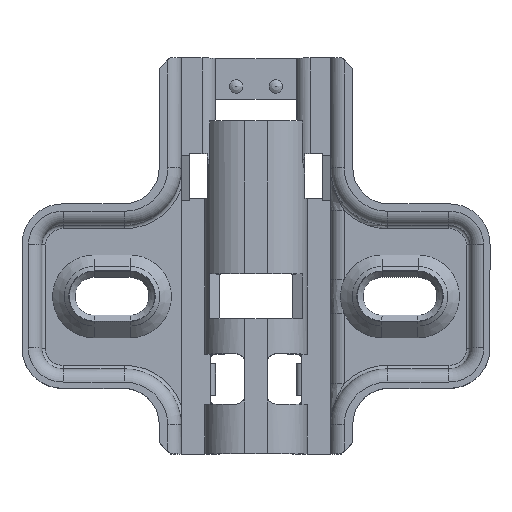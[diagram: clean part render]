
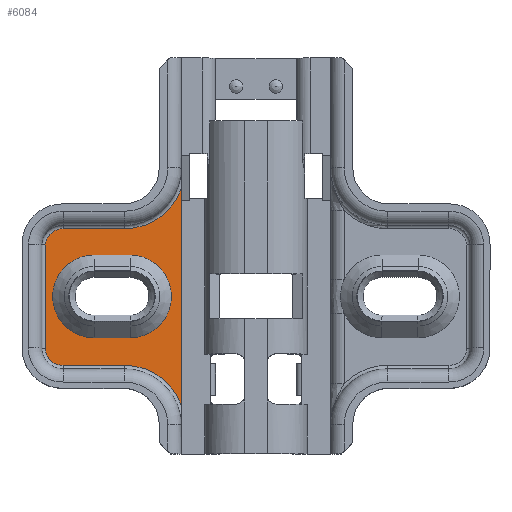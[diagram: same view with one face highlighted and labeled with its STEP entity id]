
A CAD part, front view. The second image highlights one B-rep face of the part: STEP entity #6084.
In plain terms, the highlighted face is planar.
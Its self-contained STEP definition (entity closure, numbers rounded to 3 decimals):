
#53=FACE_BOUND('',#1997,.T.);
#139=PLANE('',#6666);
#724=LINE('',#11360,#1246);
#735=LINE('',#11414,#1257);
#736=LINE('',#11418,#1258);
#737=LINE('',#11422,#1259);
#738=LINE('',#11426,#1260);
#739=LINE('',#11428,#1261);
#1246=VECTOR('',#8069,1000.);
#1257=VECTOR('',#8106,1000.);
#1258=VECTOR('',#8109,1000.);
#1259=VECTOR('',#8112,1000.);
#1260=VECTOR('',#8117,1000.);
#1261=VECTOR('',#8118,1000.);
#1668=FACE_OUTER_BOUND('',#1996,.T.);
#1996=EDGE_LOOP('',(#4940,#4941,#4942,#4943,#4944,#4945,#4946,#4947));
#1997=EDGE_LOOP('',(#4948,#4949,#4950,#4951));
#2149=CIRCLE('',#6272,4.597);
#2342=CIRCLE('',#6667,1.9);
#2343=CIRCLE('',#6668,1.9);
#2344=CIRCLE('',#6669,6.725);
#2345=CIRCLE('',#6670,6.725);
#2346=CIRCLE('',#6671,4.597);
#2416=VERTEX_POINT('',#8749);
#2417=VERTEX_POINT('',#8751);
#2860=VERTEX_POINT('',#11354);
#2861=VERTEX_POINT('',#11359);
#2870=VERTEX_POINT('',#11412);
#2871=VERTEX_POINT('',#11413);
#2872=VERTEX_POINT('',#11415);
#2873=VERTEX_POINT('',#11417);
#2874=VERTEX_POINT('',#11419);
#2875=VERTEX_POINT('',#11421);
#2876=VERTEX_POINT('',#11425);
#2877=VERTEX_POINT('',#11427);
#2967=EDGE_CURVE('',#2417,#2416,#2149,.T.);
#3616=EDGE_CURVE('',#2860,#2861,#724,.T.);
#3634=EDGE_CURVE('',#2870,#2871,#735,.T.);
#3635=EDGE_CURVE('',#2872,#2870,#2342,.T.);
#3636=EDGE_CURVE('',#2873,#2872,#736,.T.);
#3637=EDGE_CURVE('',#2874,#2873,#2343,.T.);
#3638=EDGE_CURVE('',#2875,#2874,#737,.T.);
#3639=EDGE_CURVE('',#2861,#2875,#2344,.T.);
#3640=EDGE_CURVE('',#2871,#2860,#2345,.T.);
#3641=EDGE_CURVE('',#2876,#2417,#738,.T.);
#3642=EDGE_CURVE('',#2877,#2416,#739,.T.);
#3643=EDGE_CURVE('',#2877,#2876,#2346,.T.);
#4940=ORIENTED_EDGE('',*,*,#3634,.F.);
#4941=ORIENTED_EDGE('',*,*,#3635,.F.);
#4942=ORIENTED_EDGE('',*,*,#3636,.F.);
#4943=ORIENTED_EDGE('',*,*,#3637,.F.);
#4944=ORIENTED_EDGE('',*,*,#3638,.F.);
#4945=ORIENTED_EDGE('',*,*,#3639,.F.);
#4946=ORIENTED_EDGE('',*,*,#3616,.F.);
#4947=ORIENTED_EDGE('',*,*,#3640,.F.);
#4948=ORIENTED_EDGE('',*,*,#3641,.T.);
#4949=ORIENTED_EDGE('',*,*,#2967,.T.);
#4950=ORIENTED_EDGE('',*,*,#3642,.F.);
#4951=ORIENTED_EDGE('',*,*,#3643,.T.);
#6084=ADVANCED_FACE('',(#1668,#53),#139,.T.);
#6272=AXIS2_PLACEMENT_3D('',#8752,#6915,#6916);
#6666=AXIS2_PLACEMENT_3D('',#11411,#8104,#8105);
#6667=AXIS2_PLACEMENT_3D('',#11416,#8107,#8108);
#6668=AXIS2_PLACEMENT_3D('',#11420,#8110,#8111);
#6669=AXIS2_PLACEMENT_3D('',#11423,#8113,#8114);
#6670=AXIS2_PLACEMENT_3D('',#11424,#8115,#8116);
#6671=AXIS2_PLACEMENT_3D('',#11429,#8119,#8120);
#6915=DIRECTION('center_axis',(0.,0.,1.));
#6916=DIRECTION('ref_axis',(-1.,0.,0.));
#8069=DIRECTION('',(0.,-1.,0.));
#8104=DIRECTION('center_axis',(0.,0.,-1.));
#8105=DIRECTION('ref_axis',(-1.,0.,0.));
#8106=DIRECTION('',(-1.,0.,0.));
#8107=DIRECTION('center_axis',(0.,0.,1.));
#8108=DIRECTION('ref_axis',(-1.,0.,0.));
#8109=DIRECTION('',(0.,1.,0.));
#8110=DIRECTION('center_axis',(0.,0.,1.));
#8111=DIRECTION('ref_axis',(-1.,0.,0.));
#8112=DIRECTION('',(1.,0.,0.));
#8113=DIRECTION('center_axis',(0.,0.,-1.));
#8114=DIRECTION('ref_axis',(-1.,0.,0.));
#8115=DIRECTION('center_axis',(0.,0.,-1.));
#8116=DIRECTION('ref_axis',(-1.,0.,0.));
#8117=DIRECTION('',(1.,0.,0.));
#8118=DIRECTION('',(1.,0.,0.));
#8119=DIRECTION('center_axis',(0.,0.,1.));
#8120=DIRECTION('ref_axis',(-1.,0.,0.));
#8749=CARTESIAN_POINT('',(18.,-30.895,2.3));
#8751=CARTESIAN_POINT('',(18.,-40.089,2.3));
#8752=CARTESIAN_POINT('Origin',(18.,-35.492,2.3));
#11354=CARTESIAN_POINT('',(8.3,-23.527,2.3));
#11359=CARTESIAN_POINT('',(8.3,-47.578,2.3));
#11360=CARTESIAN_POINT('',(8.3,-8.571,2.3));
#11411=CARTESIAN_POINT('Origin',(9.5,-19.992,2.3));
#11412=CARTESIAN_POINT('',(21.408,-27.967,2.3));
#11413=CARTESIAN_POINT('',(14.625,-27.967,2.3));
#11414=CARTESIAN_POINT('',(9.5,-27.967,2.3));
#11415=CARTESIAN_POINT('',(23.4,-29.774,2.3));
#11416=CARTESIAN_POINT('Origin',(21.502,-29.865,2.3));
#11417=CARTESIAN_POINT('',(23.4,-41.242,2.3));
#11418=CARTESIAN_POINT('',(23.4,-19.992,2.3));
#11419=CARTESIAN_POINT('',(21.408,-43.142,2.3));
#11420=CARTESIAN_POINT('Origin',(21.5,-41.244,2.3));
#11421=CARTESIAN_POINT('',(14.625,-43.142,2.3));
#11422=CARTESIAN_POINT('',(9.5,-43.142,2.3));
#11423=CARTESIAN_POINT('Origin',(14.623,-49.867,2.3));
#11424=CARTESIAN_POINT('Origin',(14.625,-21.242,2.3));
#11425=CARTESIAN_POINT('',(14.,-40.089,2.3));
#11426=CARTESIAN_POINT('',(9.5,-40.089,2.3));
#11427=CARTESIAN_POINT('',(14.,-30.895,2.3));
#11428=CARTESIAN_POINT('',(9.5,-30.895,2.3));
#11429=CARTESIAN_POINT('Origin',(14.,-35.492,2.3));
